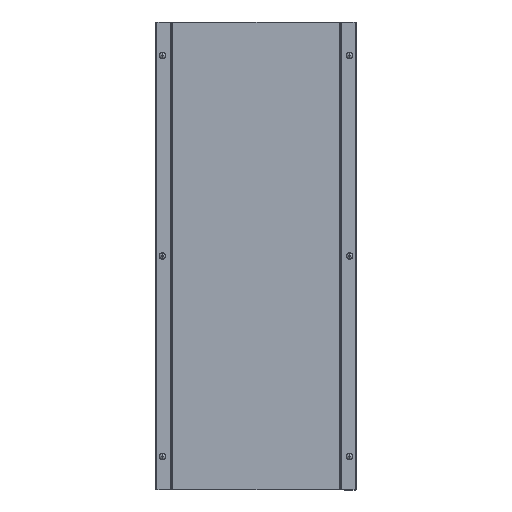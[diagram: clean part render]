
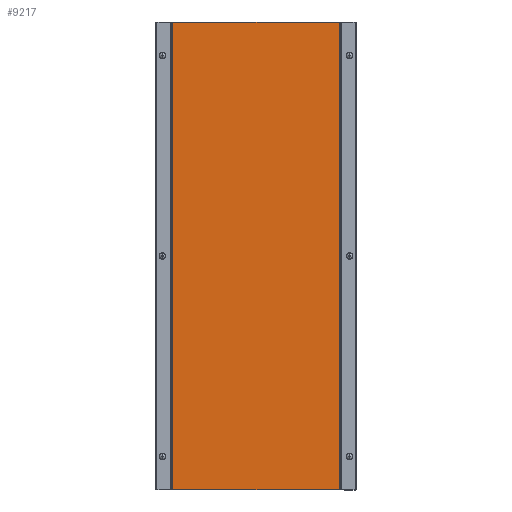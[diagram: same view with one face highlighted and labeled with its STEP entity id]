
A CAD part, top view. The second image highlights one B-rep face of the part: STEP entity #9217.
In plain terms, the highlighted planar face has unit normal (0, 0, 1).
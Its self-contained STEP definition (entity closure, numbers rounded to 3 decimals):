
#155 = CARTESIAN_POINT ( 'NONE',  ( 0., 0., 0. ) ) ;
#246 = ORIENTED_EDGE ( 'NONE', *, *, #7037, .T. ) ;
#310 = CARTESIAN_POINT ( 'NONE',  ( 0., 0., 0. ) ) ;
#490 = DIRECTION ( 'NONE',  ( -1., 0., 0. ) ) ;
#1477 = CARTESIAN_POINT ( 'NONE',  ( 0., 700., 0. ) ) ;
#1914 = VERTEX_POINT ( 'NONE', #6309 ) ;
#2510 = ORIENTED_EDGE ( 'NONE', *, *, #9374, .T. ) ;
#3182 = DIRECTION ( 'NONE',  ( 0., -1., 0. ) ) ;
#3440 = DIRECTION ( 'NONE',  ( -1., 0., 0. ) ) ;
#3668 = CARTESIAN_POINT ( 'NONE',  ( 1.6, 0., 0. ) ) ;
#3787 = CARTESIAN_POINT ( 'NONE',  ( 251.2, 0., 0. ) ) ;
#3950 = CARTESIAN_POINT ( 'NONE',  ( 1.6, 700., 0. ) ) ;
#3954 = ORIENTED_EDGE ( 'NONE', *, *, #7373, .T. ) ;
#4498 = PLANE ( 'NONE',  #5566 ) ;
#5186 = LINE ( 'NONE', #1477, #6122 ) ;
#5473 = LINE ( 'NONE', #3787, #6827 ) ;
#5566 = AXIS2_PLACEMENT_3D ( 'NONE', #310, #5653, #490 ) ;
#5642 = DIRECTION ( 'NONE',  ( 0., 1., 0. ) ) ;
#5653 = DIRECTION ( 'NONE',  ( 0., 0., -1. ) ) ;
#5711 = CARTESIAN_POINT ( 'NONE',  ( 251.2, 700., 0. ) ) ;
#6011 = VERTEX_POINT ( 'NONE', #5711 ) ;
#6122 = VECTOR ( 'NONE', #3440, 1000. ) ;
#6302 = VERTEX_POINT ( 'NONE', #3668 ) ;
#6309 = CARTESIAN_POINT ( 'NONE',  ( 251.2, 0., 0. ) ) ;
#6584 = ORIENTED_EDGE ( 'NONE', *, *, #7595, .T. ) ;
#6827 = VECTOR ( 'NONE', #5642, 1000. ) ;
#7026 = VERTEX_POINT ( 'NONE', #9342 ) ;
#7037 = EDGE_CURVE ( 'NONE', #7026, #6302, #11092, .T. ) ;
#7113 = DIRECTION ( 'NONE',  ( 1., 0., 0. ) ) ;
#7287 = LINE ( 'NONE', #155, #10724 ) ;
#7373 = EDGE_CURVE ( 'NONE', #6302, #1914, #7287, .T. ) ;
#7493 = EDGE_LOOP ( 'NONE', ( #6584, #2510, #246, #3954 ) ) ;
#7595 = EDGE_CURVE ( 'NONE', #1914, #6011, #5473, .T. ) ;
#8914 = FACE_OUTER_BOUND ( 'NONE', #7493, .T. ) ;
#9217 = ADVANCED_FACE ( 'NONE', ( #8914 ), #4498, .F. ) ;
#9342 = CARTESIAN_POINT ( 'NONE',  ( 1.6, 700., 0. ) ) ;
#9374 = EDGE_CURVE ( 'NONE', #6011, #7026, #5186, .T. ) ;
#10348 = VECTOR ( 'NONE', #3182, 1000. ) ;
#10724 = VECTOR ( 'NONE', #7113, 1000. ) ;
#11092 = LINE ( 'NONE', #3950, #10348 ) ;
